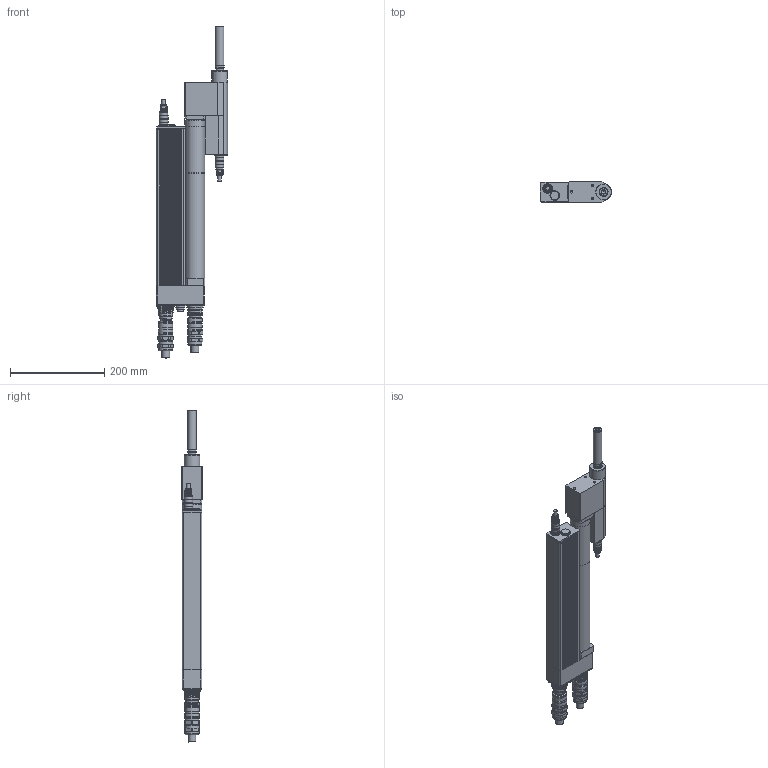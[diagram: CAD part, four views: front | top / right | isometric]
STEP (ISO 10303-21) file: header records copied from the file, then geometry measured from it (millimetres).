
FILE_DESCRIPTION((''),'2;1');
FILE_NAME('947567A8.stp','2011-03-28T07:48:07',('e4c32'),(''),'Autodesk Inventor 11','Autodesk Inventor 11','');
FILE_SCHEMA(('AUTOMOTIVE_DESIGN { 1 0 10303 214 1 1 1 1 }'));
Length unit declared in the file: millimetre
Products named in the file (6): 947567A8_IAM_001; 1VKXB_IPT_001.ipt_Versetzter Abtrieb; 1BTS-XA_IPT_001.ipt_Motor und Getriebe; 961104-005_IPT_002.ipt_Stecker gerade; 961089-002_IPT_002.ipt_Stecker gerade; 961104-005_IPT_001.ipt_Stecker gerade
Assembly tree (6 placements, depth 2):
  947567A8_IAM_001
    1VKXB_IPT_001.ipt_Versetzter Abtrieb
    1BTS-XA_IPT_001.ipt_Motor und Getriebe
    961104-005_IPT_002.ipt_Stecker gerade
    961089-002_IPT_002.ipt_Stecker gerade  x2
    961104-005_IPT_001.ipt_Stecker gerade
Bounding box: 150.51 x 43 x 703.15 mm (x, y, z)
Volume: 2114402.6 mm3; surface area: 241331.6 mm2
Topology: 6 solids, 6 shells, 1081 faces, 2688 edges, 1694 vertices
Faces by surface type: plane 673, cylinder 225, bspline 123, cone 45, torus 15
Full cylindrical faces by diameter (mm): 5.5 x7, 8 x2, 12 x1, 13 x1, 13.4 x2, 13.5 x1, 14 x10, 14.2 x2, 16 x8, 16.5 x2, 16.8 x1, 17.587 x4, 18 x6, 18.7 x5, 18.934 x1, 19.05 x2, 20 x5, 22.5 x2, 24 x1, 25 x1, 25.5 x1, 26.4 x1, 27.047 x1, 28 x2, 28.5 x1, 29 x1, 29.4 x3, 29.5 x2, 29.8 x4, 30 x4
Entity records: 29675 total; most frequent: CARTESIAN_POINT 6462, ORIENTED_EDGE 4928, DIRECTION 4406, EDGE_CURVE 2464, VERTEX_POINT 1636, VECTOR 1566, LINE 1566, AXIS2_PLACEMENT_3D 1420
